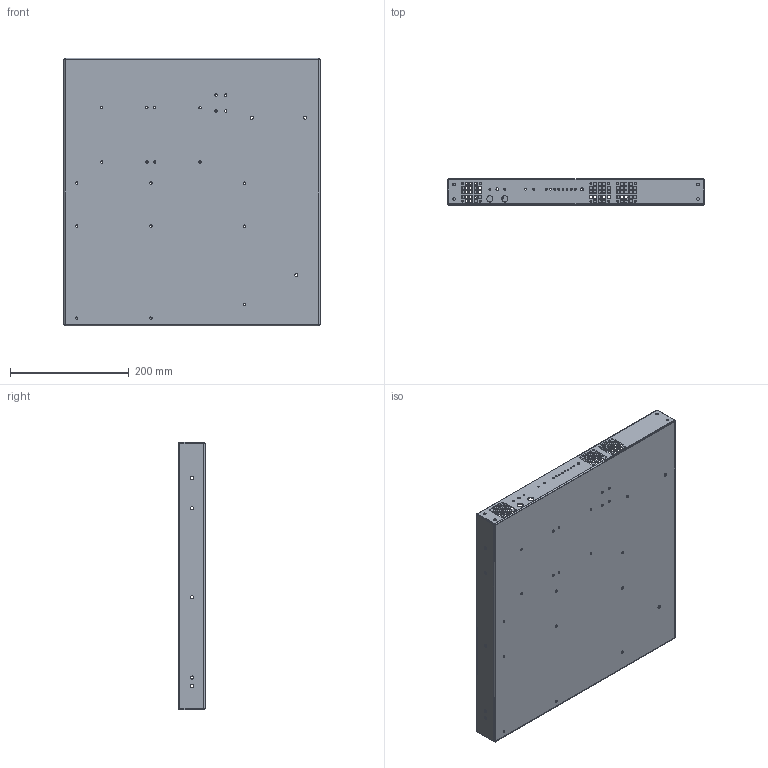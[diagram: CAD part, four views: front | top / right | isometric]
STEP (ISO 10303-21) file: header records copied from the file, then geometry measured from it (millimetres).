
FILE_DESCRIPTION((''),'2;1');
FILE_NAME('ROACH_2_CHASSIS_SHEET_REV_2','2012-04-10T',('Admin'),(''),'PRO/ENGINEER BY PARAMETRIC TECHNOLOGY CORPORATION, 2010180','PRO/ENGINEER BY PARAMETRIC TECHNOLOGY CORPORATION, 2010180','');
FILE_SCHEMA(('CONFIG_CONTROL_DESIGN'));
Length unit declared in the file: millimetre
Products named in the file (1): ROACH_2_CHASSIS_SHEET_REV_2
Bounding box: 431 x 44.45 x 450 mm (x, y, z)
Volume: 459533.7 mm3; surface area: 593734.4 mm2
Topology: 1 solids, 1 shells, 762 faces, 2152 edges, 1392 vertices
Faces by surface type: plane 468, cylinder 262, bspline 32
Entity records: 26688 total; most frequent: CARTESIAN_POINT 5936, ORIENTED_EDGE 4304, DIRECTION 4008, EDGE_CURVE 2152, VECTOR 1628, LINE 1628, VERTEX_POINT 1392, AXIS2_PLACEMENT_3D 1190
